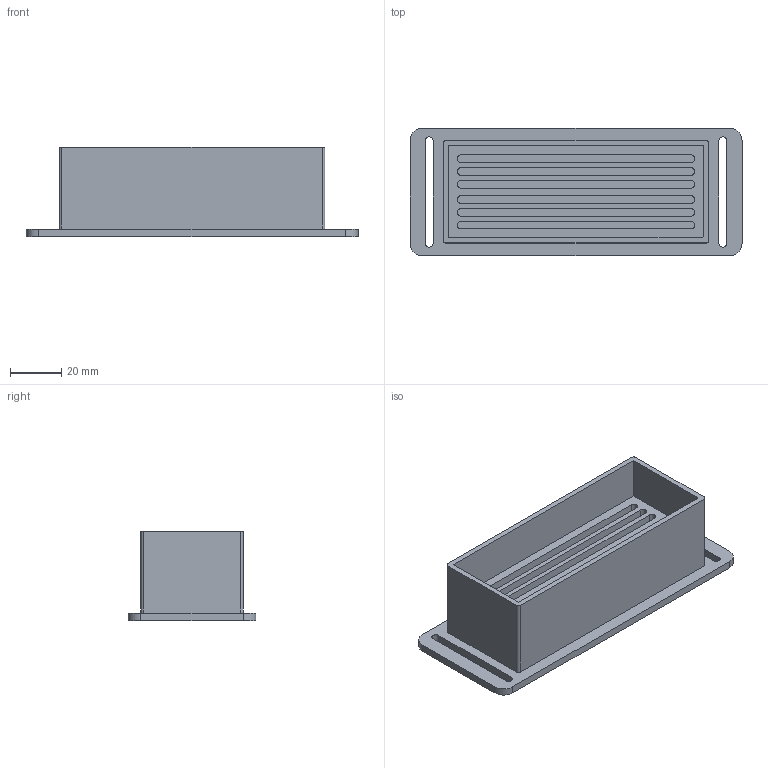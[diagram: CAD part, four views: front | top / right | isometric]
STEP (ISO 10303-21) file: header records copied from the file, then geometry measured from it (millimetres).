
FILE_DESCRIPTION(/* description */ (''),/* implementation_level */ '2;1');
FILE_NAME(/* name */ 'godet ln2.step',/* time_stamp */ '2024-03-08T14:28:03+01:00',/* author */ (''),/* organization */ (''),/* preprocessor_version */ 'ST-DEVELOPER v20',/* originating_system */ 'Autodesk Translation Framework v12.20.1.177',/* authorisation */ '');
FILE_SCHEMA (('AUTOMOTIVE_DESIGN { 1 0 10303 214 3 1 1 }'));
Length unit declared in the file: millimetre
Products named in the file (1): (Non enregistré)
Bounding box: 130 x 50 x 35 mm (x, y, z)
Volume: 73891.4 mm3; surface area: 39150.7 mm2
Topology: 1 solids, 1 shells, 63 faces, 159 edges, 106 vertices
Faces by surface type: plane 38, cylinder 25
Entity records: 1951 total; most frequent: DIRECTION 337, CARTESIAN_POINT 329, ORIENTED_EDGE 318, EDGE_CURVE 159, AXIS2_PLACEMENT_3D 114, LINE 109, VECTOR 109, VERTEX_POINT 106
